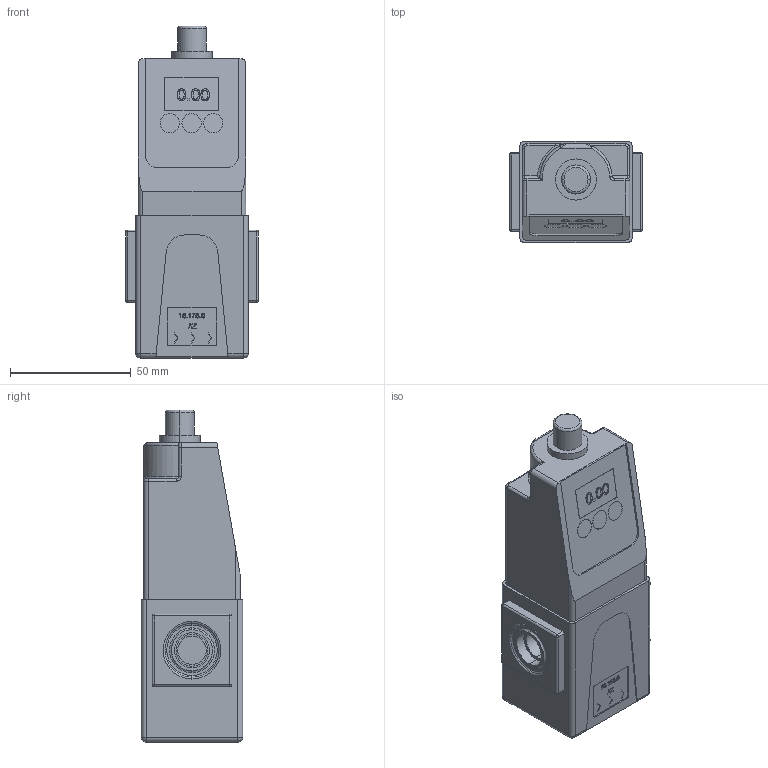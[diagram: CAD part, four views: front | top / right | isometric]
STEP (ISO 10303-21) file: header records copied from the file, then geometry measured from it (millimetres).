
FILE_DESCRIPTION (( 'STEP AP214' ), '1' );
FILE_NAME ('16_175_0.STEP', '2016-01-05T11:00:28', ( '' ), ( '' ), 'SwSTEP 2.0', 'SolidWorks 2016', '' );
FILE_SCHEMA (( 'AUTOMOTIVE_DESIGN' ));
Length unit declared in the file: millimetre
Products named in the file (1): 16_175_0
Bounding box: 55 x 42 x 137.5 mm (x, y, z)
Volume: 216123.4 mm3; surface area: 27721.7 mm2
Topology: 1 solids, 1 shells, 351 faces, 846 edges, 533 vertices
Faces by surface type: plane 163, cylinder 82, bspline 59, torus 29, cone 10, sphere 8
Entity records: 14443 total; most frequent: CARTESIAN_POINT 5992, ORIENTED_EDGE 1676, DIRECTION 1507, EDGE_CURVE 838, VERTEX_POINT 533, AXIS2_PLACEMENT_3D 506, LINE 495, VECTOR 495
